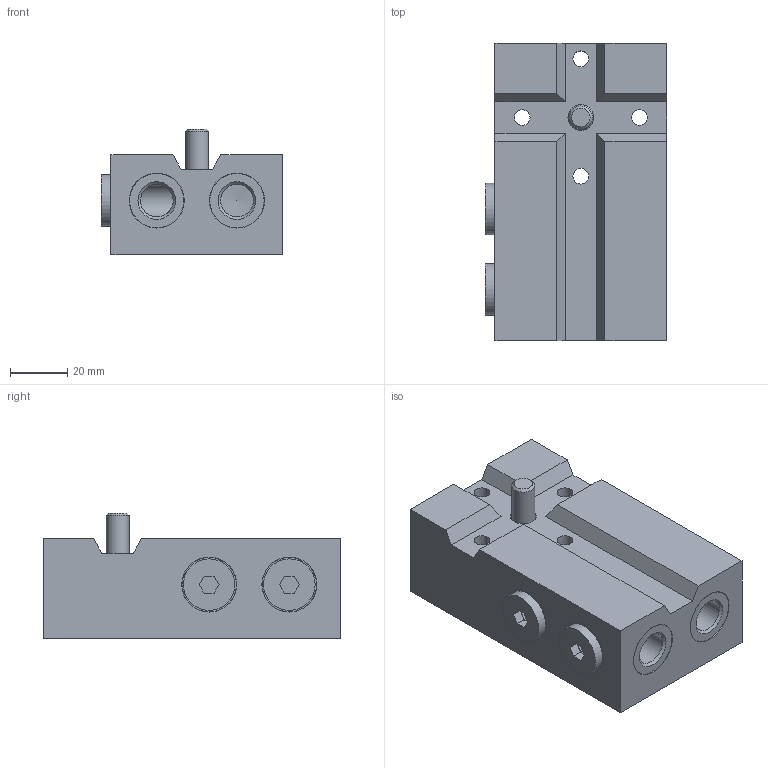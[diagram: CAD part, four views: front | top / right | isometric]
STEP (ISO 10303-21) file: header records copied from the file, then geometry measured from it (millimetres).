
FILE_DESCRIPTION(/* description */ ('STEP AP214'),/* implementation_level */ '2;1');
FILE_NAME(/* name */ '563396_VABS-S7-S-G14',/* time_stamp */ '2024-09-16T03:35:42+02:00',/* author */ ('License CC BY-ND 4.0'),/* organization */ ('CADENAS'),/* preprocessor_version */ 'ST-DEVELOPER v19.3',/* originating_system */ 'PARTsolutions',/* authorisation */ ' ');
FILE_SCHEMA (('AUTOMOTIVE_DESIGN {1 0 10303 214 3 1 1}'));
Length unit declared in the file: millimetre
Products named in the file (4): 563396 VABS-S7-S-G14; 563396 VABS-S7-S-G14---(part); Blind-1/4-R---(part); ISO-4762 M8x35
Assembly tree (4 placements, depth 2):
  563396 VABS-S7-S-G14
    563396 VABS-S7-S-G14---(part)
    Blind-1/4-R---(part)  x2
    ISO-4762 M8x35
Bounding box: 63.4 x 104 x 44 mm (x, y, z)
Volume: 188060.8 mm3; surface area: 37261 mm2
Topology: 4 solids, 4 shells, 134 faces, 311 edges, 201 vertices
Faces by surface type: plane 80, cylinder 30, cone 24
Full cylindrical faces by diameter (mm): 4.2 x4, 5.5 x4, 8 x1, 9 x5, 11.445 x4, 11.5 x2, 13 x1, 13.157 x2, 15 x1, 18 x2
Entity records: 3185 total; most frequent: CARTESIAN_POINT 607, DIRECTION 524, ORIENTED_EDGE 424, EDGE_CURVE 212, AXIS2_PLACEMENT_3D 205, FACE_BOUND 194, EDGE_LOOP 190, VERTEX_POINT 166
